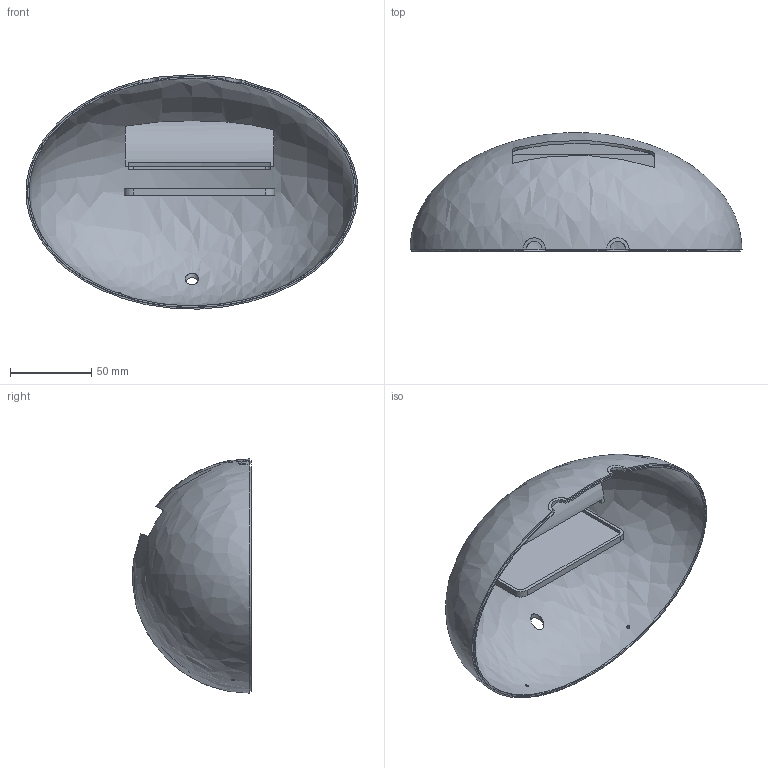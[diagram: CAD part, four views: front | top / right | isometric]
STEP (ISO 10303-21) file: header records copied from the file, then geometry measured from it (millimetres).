
FILE_DESCRIPTION(/* description */ (''),/* implementation_level */ '2;1');
FILE_NAME(/* name */ 'Lid.step',/* time_stamp */ '2025-10-30T18:15:33Z',/* author */ (''),/* organization */ (''),/* preprocessor_version */ 'ST-DEVELOPER v20.1',/* originating_system */ 'Autodesk Translation Framework v14.17.0.0',/* authorisation */ '');
FILE_SCHEMA (('AUTOMOTIVE_DESIGN { 1 0 10303 214 3 1 1 }'));
Length unit declared in the file: millimetre
Products named in the file (1): Lid
Bounding box: 204 x 72.77 x 143.92 mm (x, y, z)
Volume: 94694.7 mm3; surface area: 99470.2 mm2
Topology: 2 solids, 2 shells, 65 faces, 191 edges, 128 vertices
Faces by surface type: plane 32, cylinder 22, bspline 9, torus 2
Full cylindrical faces by diameter (mm): 1.9 x2, 8.2 x1
Entity records: 2873 total; most frequent: CARTESIAN_POINT 1186, ORIENTED_EDGE 374, DIRECTION 302, EDGE_CURVE 187, VERTEX_POINT 128, AXIS2_PLACEMENT_3D 108, LINE 86, VECTOR 86
